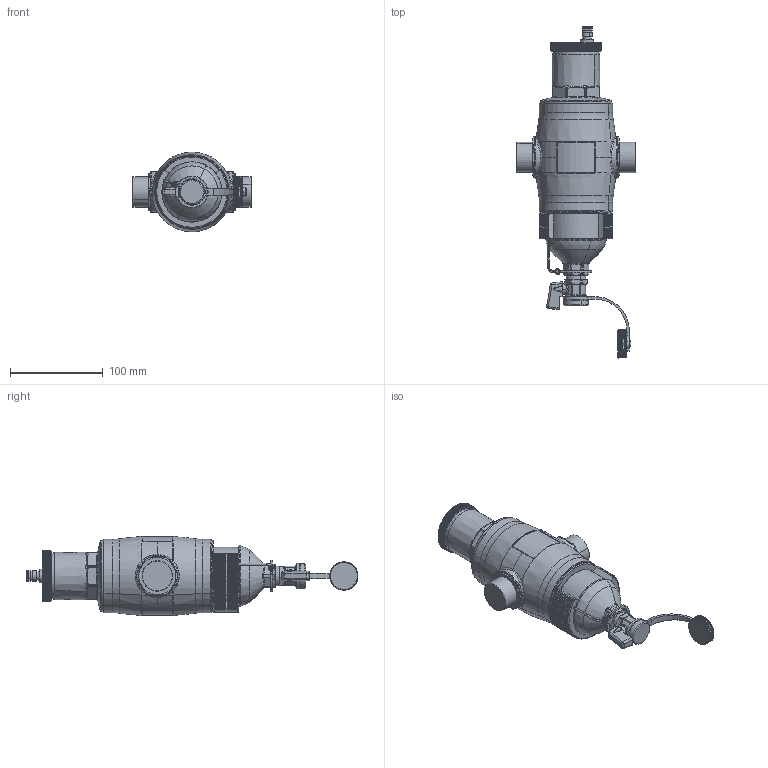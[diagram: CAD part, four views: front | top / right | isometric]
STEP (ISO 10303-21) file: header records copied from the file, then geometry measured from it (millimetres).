
FILE_DESCRIPTION(('CATIA V5 STEP Exchange'),'2;1');
FILE_NAME('546196A (STP).stp','2016-03-15T15:32:17+00:00',('none'),('none'),'CATIA Version 5-6 Release 2014 SP5','CATIA V5 STEP AP203','none');
FILE_SCHEMA(('CONFIG_CONTROL_DESIGN'));
Products named in the file (1): 546196A - TST
Bounding box: 128 x 357.75 x 85.87 mm (x, y, z)
Volume: 1044813.6 mm3; surface area: 79282.9 mm2
Topology: 1 solids, 2 shells, 2478 faces, 6724 edges, 4230 vertices
Faces by surface type: cylinder 1290, plane 513, bspline 284, revolution 177, torus 124, cone 82, sphere 8
Entity records: 97309 total; most frequent: CARTESIAN_POINT 45427, ORIENTED_EDGE 13380, EDGE_CURVE 6690, DIRECTION 6366, VERTEX_POINT 4230, AXIS2_PLACEMENT_3D 3278, B_SPLINE_CURVE_WITH_KNOTS 2956, EDGE_LOOP 2498
